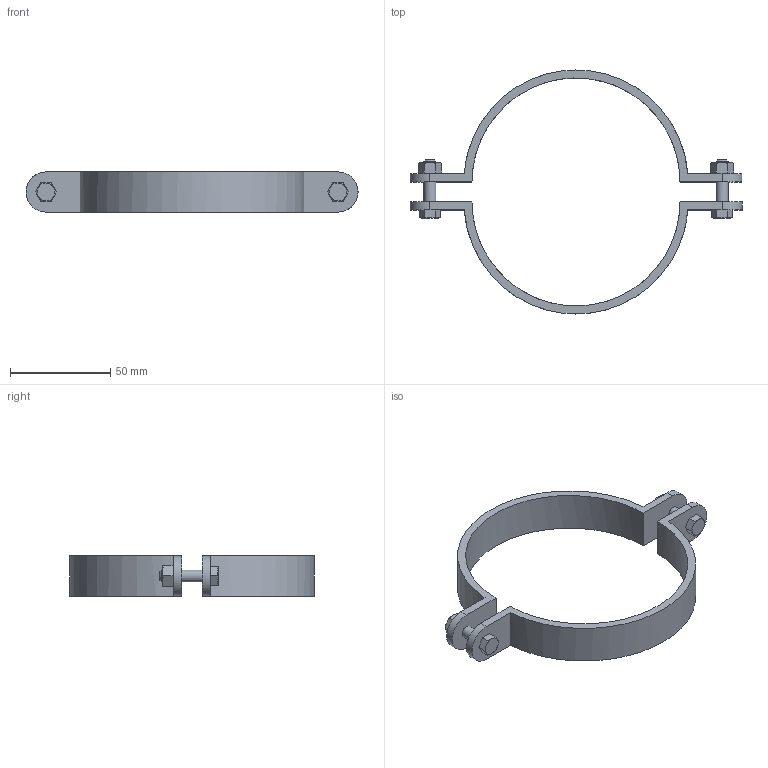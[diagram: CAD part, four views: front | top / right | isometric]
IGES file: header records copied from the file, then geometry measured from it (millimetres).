
Global section: file name: 23710100000; native system: Autodesk Inventor 2015; preprocessor: unknown; author: Struska Martin; date: 20160309.085905; units: millimetre
Bounding box: 165.99 x 122 x 20 mm (x, y, z)
Volume: 37408.6 mm3; surface area: 23675 mm2
Topology: 6 solids, 6 shells, 106 faces, 246 edges, 154 vertices
Faces by surface type: bspline 106
